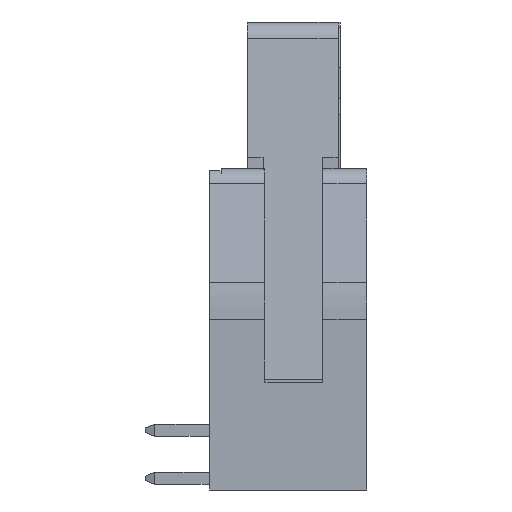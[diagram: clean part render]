
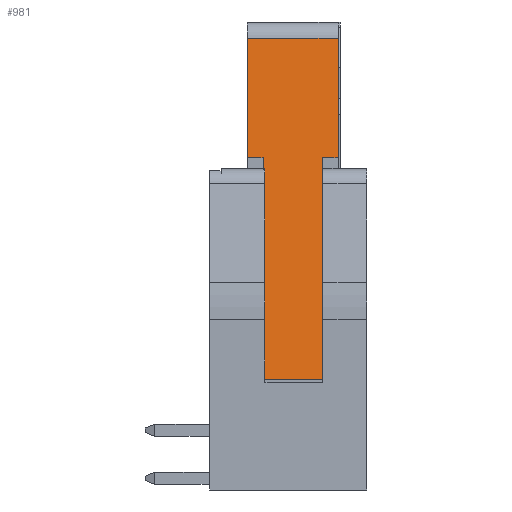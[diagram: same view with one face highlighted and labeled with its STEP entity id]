
A CAD part, left-side view. The second image highlights one B-rep face of the part: STEP entity #981.
In plain terms, the highlighted face is planar.
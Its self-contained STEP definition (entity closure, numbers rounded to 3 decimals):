
#981 = ADVANCED_FACE( '', ( #1906 ), #1907, .T. );
#1906 = FACE_OUTER_BOUND( '', #2905, .T. );
#1907 = PLANE( '', #2906 );
#2905 = EDGE_LOOP( '', ( #5111, #5112, #5113, #5114, #5115, #5116, #5117, #5118 ) );
#2906 = AXIS2_PLACEMENT_3D( '', #5119, #5120, #5121 );
#5111 = ORIENTED_EDGE( '', *, *, #7452, .T. );
#5112 = ORIENTED_EDGE( '', *, *, #7063, .F. );
#5113 = ORIENTED_EDGE( '', *, *, #7318, .F. );
#5114 = ORIENTED_EDGE( '', *, *, #7047, .T. );
#5115 = ORIENTED_EDGE( '', *, *, #7453, .F. );
#5116 = ORIENTED_EDGE( '', *, *, #7454, .F. );
#5117 = ORIENTED_EDGE( '', *, *, #7330, .T. );
#5118 = ORIENTED_EDGE( '', *, *, #7455, .F. );
#5119 = CARTESIAN_POINT( '', ( 2.278, -2.4, 11.55 ) );
#5120 = DIRECTION( '', ( 0.991, 0., 0.13 ) );
#5121 = DIRECTION( '', ( 0.13, 0., -0.991 ) );
#7047 = EDGE_CURVE( '', #8703, #8701, #8704, .T. );
#7063 = EDGE_CURVE( '', #8724, #8726, #8727, .T. );
#7318 = EDGE_CURVE( '', #8703, #8724, #9106, .T. );
#7330 = EDGE_CURVE( '', #9122, #9119, #9123, .T. );
#7452 = EDGE_CURVE( '', #9290, #8726, #9291, .T. );
#7453 = EDGE_CURVE( '', #9292, #8701, #9293, .T. );
#7454 = EDGE_CURVE( '', #9122, #9292, #9294, .T. );
#7455 = EDGE_CURVE( '', #9290, #9119, #9295, .T. );
#8701 = VERTEX_POINT( '', #11020 );
#8703 = VERTEX_POINT( '', #11023 );
#8704 = LINE( '', #11024, #11025 );
#8724 = VERTEX_POINT( '', #11054 );
#8726 = VERTEX_POINT( '', #11056 );
#8727 = LINE( '', #11057, #11058 );
#9106 = LINE( '', #11629, #11630 );
#9119 = VERTEX_POINT( '', #11650 );
#9122 = VERTEX_POINT( '', #11654 );
#9123 = LINE( '', #11655, #11656 );
#9290 = VERTEX_POINT( '', #11902 );
#9291 = LINE( '', #11903, #11904 );
#9292 = VERTEX_POINT( '', #11905 );
#9293 = LINE( '', #11906, #11907 );
#9294 = LINE( '', #11908, #11909 );
#9295 = LINE( '', #11910, #11911 );
#11020 = CARTESIAN_POINT( '', ( 3.107, -2.4, 5.248 ) );
#11023 = CARTESIAN_POINT( '', ( 2.278, -2.4, 11.55 ) );
#11024 = CARTESIAN_POINT( '', ( 2.278, -2.4, 11.55 ) );
#11025 = VECTOR( '', #12952, 1000. );
#11054 = CARTESIAN_POINT( '', ( 2.278, 2.4, 11.55 ) );
#11056 = CARTESIAN_POINT( '', ( 3.107, 2.4, 5.248 ) );
#11057 = CARTESIAN_POINT( '', ( 2.278, 2.4, 11.55 ) );
#11058 = VECTOR( '', #12971, 1000. );
#11629 = CARTESIAN_POINT( '', ( 2.278, -2.4, 11.55 ) );
#11630 = VECTOR( '', #13194, 1000. );
#11650 = CARTESIAN_POINT( '', ( 4.65, 1.57, -6.49 ) );
#11654 = CARTESIAN_POINT( '', ( 4.65, -1.57, -6.49 ) );
#11655 = CARTESIAN_POINT( '', ( 4.65, -2.4, -6.49 ) );
#11656 = VECTOR( '', #13203, 1000. );
#11902 = CARTESIAN_POINT( '', ( 3.107, 1.57, 5.248 ) );
#11903 = CARTESIAN_POINT( '', ( 3.107, 1.57, 5.248 ) );
#11904 = VECTOR( '', #13316, 1000. );
#11905 = CARTESIAN_POINT( '', ( 3.107, -1.57, 5.248 ) );
#11906 = CARTESIAN_POINT( '', ( 3.107, -1.57, 5.248 ) );
#11907 = VECTOR( '', #13317, 1000. );
#11908 = CARTESIAN_POINT( '', ( 3.107, -1.57, 5.248 ) );
#11909 = VECTOR( '', #13318, 1000. );
#11910 = CARTESIAN_POINT( '', ( 3.107, 1.57, 5.248 ) );
#11911 = VECTOR( '', #13319, 1000. );
#12952 = DIRECTION( '', ( 0.13, 0., -0.991 ) );
#12971 = DIRECTION( '', ( 0.13, 0., -0.991 ) );
#13194 = DIRECTION( '', ( 0., 1., 0. ) );
#13203 = DIRECTION( '', ( 0., 1., 0. ) );
#13316 = DIRECTION( '', ( 0., 1., 0. ) );
#13317 = DIRECTION( '', ( 0., -1., 0. ) );
#13318 = DIRECTION( '', ( -0.13, 0., 0.991 ) );
#13319 = DIRECTION( '', ( 0.13, 0., -0.991 ) );
